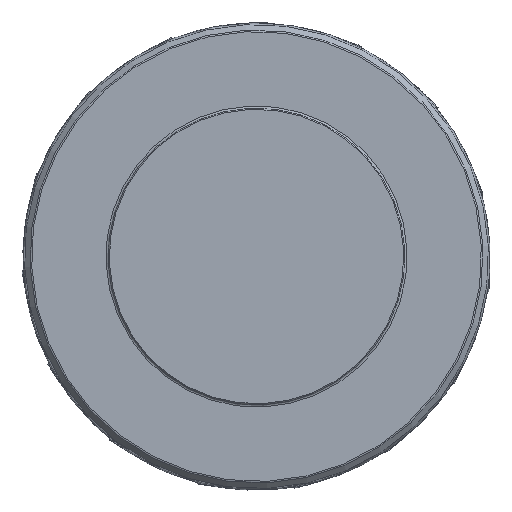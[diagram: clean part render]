
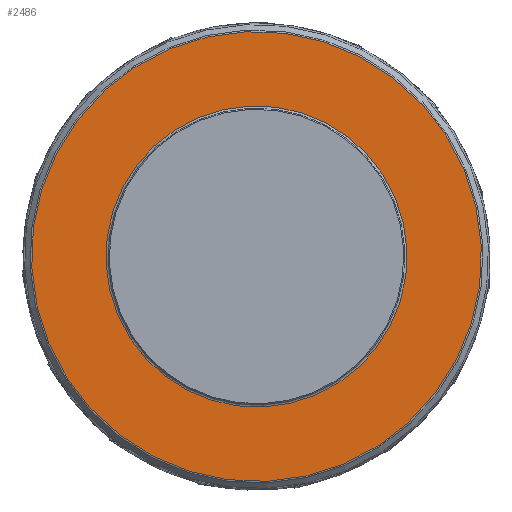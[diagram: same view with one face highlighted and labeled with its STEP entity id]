
A CAD part, top view. The second image highlights one B-rep face of the part: STEP entity #2486.
In plain terms, the highlighted planar face has unit normal (0, 0, 1).
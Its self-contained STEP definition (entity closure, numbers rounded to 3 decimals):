
#1552=PLANE('',#8814);
#2486=ADVANCED_FACE('',(#2903,#2904),#1552,.T.);
#2903=FACE_BOUND('',#3023,.T.);
#2904=FACE_BOUND('',#3024,.T.);
#3023=EDGE_LOOP('',(#4085));
#3024=EDGE_LOOP('',(#4086));
#3480=CIRCLE('',#8812,204.7);
#3481=CIRCLE('',#8813,137.);
#4085=ORIENTED_EDGE('',*,*,#7272,.T.);
#4086=ORIENTED_EDGE('',*,*,#7273,.T.);
#6357=VERTEX_POINT('',#13833);
#6358=VERTEX_POINT('',#13835);
#7272=EDGE_CURVE('',#6357,#6357,#3480,.T.);
#7273=EDGE_CURVE('',#6358,#6358,#3481,.T.);
#8812=AXIS2_PLACEMENT_3D('',#13832,#9700,#9701);
#8813=AXIS2_PLACEMENT_3D('',#13834,#9702,#9703);
#8814=AXIS2_PLACEMENT_3D('',#13836,#9704,#9705);
#9700=DIRECTION('',(0.,0.,1.));
#9701=DIRECTION('',(0.976,0.22,0.));
#9702=DIRECTION('',(0.,0.,-1.));
#9703=DIRECTION('',(0.976,0.22,0.));
#9704=DIRECTION('',(0.,0.,1.));
#9705=DIRECTION('',(0.976,0.22,0.));
#13832=CARTESIAN_POINT('',(0.,0.,-8.));
#13833=CARTESIAN_POINT('',(199.692,45.003,-8.));
#13834=CARTESIAN_POINT('',(0.,0.,-8.));
#13835=CARTESIAN_POINT('',(133.648,30.119,-8.));
#13836=CARTESIAN_POINT('',(-205.529,0.,-8.));
